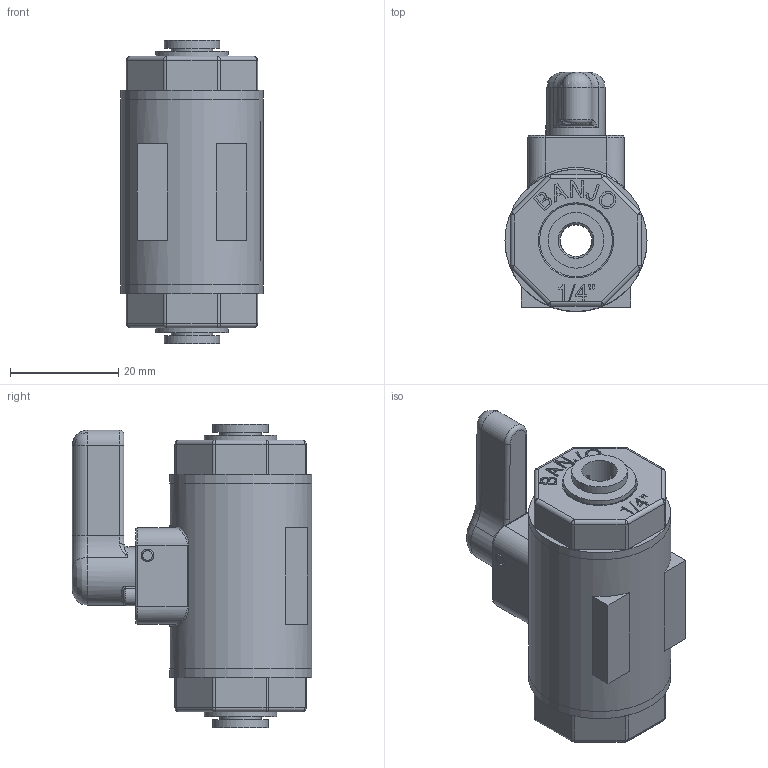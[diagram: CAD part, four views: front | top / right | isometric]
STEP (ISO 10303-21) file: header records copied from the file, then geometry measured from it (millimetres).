
FILE_DESCRIPTION(/* description */ ('3/8" MICRO-VALVE BODY'),/* implementation_level */ '2;1');
FILE_NAME(/* name */ 'LVPL025V.stp',/* time_stamp */ '2014-04-16T08:07:35-04:00',/* author */ ('areid'),/* organization */ (''),/* preprocessor_version */ 'ST-DEVELOPER v15.2',/* originating_system */ 'Autodesk Inventor 2014',/* authorisation */ '');
FILE_SCHEMA (('AUTOMOTIVE_DESIGN { 1 0 10303 214 3 1 1 }'));
Length unit declared in the file: inch
Products named in the file (16): LV03254A; AQ010V; LV02153B; LEV03255; WS10002; LV038SUBV; LV02256PL; LV03258V; VL1005; LVPL025VX; A108V; PP2808W-cartridge; PP2808W-collet; PP2808W-Oring; PP2808W; LVPL025V
Bounding box: 26.29 x 44.26 x 56.13 mm (x, y, z)
Volume: 27775.1 mm3; surface area: 20132.1 mm2
Topology: 18 solids, 18 shells, 781 faces, 1909 edges, 1203 vertices
Faces by surface type: plane 360, cylinder 173, bspline 129, torus 57, cone 36, sphere 26
Full cylindrical faces by diameter (mm): 2.362 x3, 5.842 x2, 6.35 x1, 6.375 x1, 6.477 x2, 6.604 x2, 7.62 x2, 8.128 x2, 9.296 x1, 9.449 x1, 9.525 x1, 9.55 x1, 10.287 x2, 10.693 x2, 10.77 x2, 10.795 x1, 12.065 x2, 13.411 x2, 13.462 x4, 19.939 x2, 20.625 x2, 21.082 x2, 21.463 x2, 23.368 x2, 26.289 x3
Entity records: 19567 total; most frequent: CARTESIAN_POINT 6938, ORIENTED_EDGE 2552, DIRECTION 2364, EDGE_CURVE 1276, AXIS2_PLACEMENT_3D 901, VERTEX_POINT 840, EDGE_LOOP 674, LINE 562
